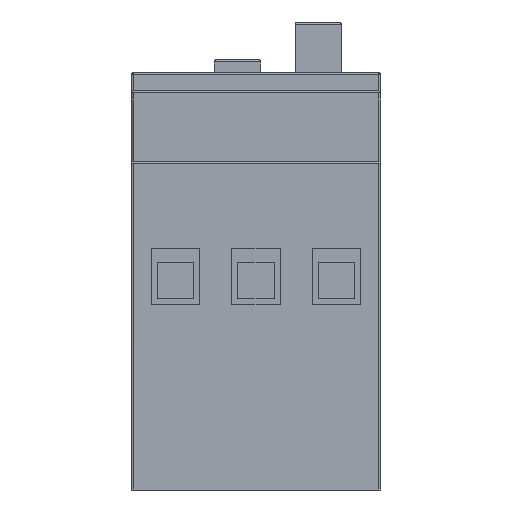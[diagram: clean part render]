
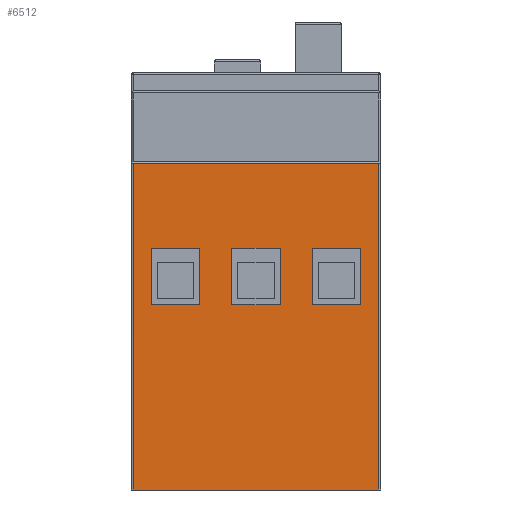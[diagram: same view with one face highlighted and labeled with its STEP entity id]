
A CAD part, front view. The second image highlights one B-rep face of the part: STEP entity #6512.
In plain terms, the highlighted planar face has unit normal (0, -1, 0).
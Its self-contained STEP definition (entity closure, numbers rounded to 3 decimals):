
#341 = FACE_OUTER_BOUND ( 'NONE', #4794, .T. ) ;
#387 = ORIENTED_EDGE ( 'NONE', *, *, #5019, .T. ) ;
#523 = EDGE_CURVE ( 'NONE', #6467, #11385, #4574, .T. ) ;
#692 = VERTEX_POINT ( 'NONE', #4274 ) ;
#763 = EDGE_CURVE ( 'NONE', #5920, #6715, #2458, .T. ) ;
#774 = DIRECTION ( 'NONE',  ( 1., 0., 0. ) ) ;
#859 = ORIENTED_EDGE ( 'NONE', *, *, #763, .T. ) ;
#1084 = LINE ( 'NONE', #4972, #4346 ) ;
#1087 = CARTESIAN_POINT ( 'NONE',  ( 37., 0., 60. ) ) ;
#1331 = CARTESIAN_POINT ( 'NONE',  ( 5., 0., 46. ) ) ;
#1345 = ORIENTED_EDGE ( 'NONE', *, *, #6128, .T. ) ;
#1414 = DIRECTION ( 'NONE',  ( 0., 0., -1. ) ) ;
#1586 = LINE ( 'NONE', #5877, #10659 ) ;
#1702 = VERTEX_POINT ( 'NONE', #1087 ) ;
#1801 = FACE_BOUND ( 'NONE', #10645, .T. ) ;
#1886 = CARTESIAN_POINT ( 'NONE',  ( 25., 0., 46. ) ) ;
#2010 = CARTESIAN_POINT ( 'NONE',  ( 0.5, 0., 0. ) ) ;
#2129 = FACE_BOUND ( 'NONE', #3237, .T. ) ;
#2397 = CARTESIAN_POINT ( 'NONE',  ( 25., 0., 46. ) ) ;
#2458 = LINE ( 'NONE', #5486, #13135 ) ;
#2470 = CARTESIAN_POINT ( 'NONE',  ( 5., 0., 46. ) ) ;
#2492 = CARTESIAN_POINT ( 'NONE',  ( 37., 0., 46. ) ) ;
#2546 = EDGE_CURVE ( 'NONE', #4222, #4394, #1586, .T. ) ;
#2577 = AXIS2_PLACEMENT_3D ( 'NONE', #6388, #4400, #5312 ) ;
#2680 = VECTOR ( 'NONE', #13331, 1000. ) ;
#2859 = ORIENTED_EDGE ( 'NONE', *, *, #9466, .T. ) ;
#2983 = ORIENTED_EDGE ( 'NONE', *, *, #7221, .T. ) ;
#3013 = VECTOR ( 'NONE', #8604, 1000. ) ;
#3124 = CARTESIAN_POINT ( 'NONE',  ( 61.5, 0., 81. ) ) ;
#3163 = EDGE_CURVE ( 'NONE', #3457, #692, #1084, .T. ) ;
#3165 = CARTESIAN_POINT ( 'NONE',  ( 61.5, 0., 0. ) ) ;
#3237 = EDGE_LOOP ( 'NONE', ( #387, #859, #13238, #8662 ) ) ;
#3253 = CARTESIAN_POINT ( 'NONE',  ( 17., 0., 46. ) ) ;
#3313 = LINE ( 'NONE', #12601, #4963 ) ;
#3347 = ORIENTED_EDGE ( 'NONE', *, *, #2546, .T. ) ;
#3457 = VERTEX_POINT ( 'NONE', #5452 ) ;
#3553 = LINE ( 'NONE', #12734, #4044 ) ;
#3617 = VECTOR ( 'NONE', #4998, 1000. ) ;
#3669 = ORIENTED_EDGE ( 'NONE', *, *, #4517, .T. ) ;
#3692 = DIRECTION ( 'NONE',  ( -1., 0., 0. ) ) ;
#3752 = LINE ( 'NONE', #12755, #7313 ) ;
#3875 = EDGE_CURVE ( 'NONE', #11852, #9534, #8199, .T. ) ;
#3921 = VECTOR ( 'NONE', #10625, 1000. ) ;
#4032 = CARTESIAN_POINT ( 'NONE',  ( 0.5, 0., 0. ) ) ;
#4044 = VECTOR ( 'NONE', #1414, 1000. ) ;
#4222 = VERTEX_POINT ( 'NONE', #6971 ) ;
#4274 = CARTESIAN_POINT ( 'NONE',  ( 57., 0., 60. ) ) ;
#4346 = VECTOR ( 'NONE', #774, 1000. ) ;
#4394 = VERTEX_POINT ( 'NONE', #6235 ) ;
#4400 = DIRECTION ( 'NONE',  ( 0., 1., 0. ) ) ;
#4411 = EDGE_CURVE ( 'NONE', #6715, #3457, #9964, .T. ) ;
#4517 = EDGE_CURVE ( 'NONE', #8221, #1702, #3313, .T. ) ;
#4534 = ORIENTED_EDGE ( 'NONE', *, *, #5624, .T. ) ;
#4574 = LINE ( 'NONE', #4881, #12482 ) ;
#4775 = LINE ( 'NONE', #1886, #3617 ) ;
#4794 = EDGE_LOOP ( 'NONE', ( #8056, #9733, #8164, #2859 ) ) ;
#4881 = CARTESIAN_POINT ( 'NONE',  ( 25., 0., 46. ) ) ;
#4963 = VECTOR ( 'NONE', #12512, 1000. ) ;
#4972 = CARTESIAN_POINT ( 'NONE',  ( 45., 0., 60. ) ) ;
#4998 = DIRECTION ( 'NONE',  ( 0., 0., 1. ) ) ;
#5019 = EDGE_CURVE ( 'NONE', #692, #5920, #5905, .T. ) ;
#5021 = EDGE_LOOP ( 'NONE', ( #11631, #2983, #1345, #3347 ) ) ;
#5256 = CARTESIAN_POINT ( 'NONE',  ( 37., 0., 46. ) ) ;
#5312 = DIRECTION ( 'NONE',  ( 0., 0., 1. ) ) ;
#5452 = CARTESIAN_POINT ( 'NONE',  ( 45., 0., 60. ) ) ;
#5486 = CARTESIAN_POINT ( 'NONE',  ( 45., 0., 46. ) ) ;
#5522 = VERTEX_POINT ( 'NONE', #3124 ) ;
#5533 = CARTESIAN_POINT ( 'NONE',  ( 62., 0., 0. ) ) ;
#5624 = EDGE_CURVE ( 'NONE', #1702, #6467, #9613, .T. ) ;
#5877 = CARTESIAN_POINT ( 'NONE',  ( 5., 0., 60. ) ) ;
#5905 = LINE ( 'NONE', #12493, #12364 ) ;
#5920 = VERTEX_POINT ( 'NONE', #11196 ) ;
#6128 = EDGE_CURVE ( 'NONE', #6180, #4222, #12837, .T. ) ;
#6180 = VERTEX_POINT ( 'NONE', #2470 ) ;
#6183 = DIRECTION ( 'NONE',  ( 0., 0., -1. ) ) ;
#6235 = CARTESIAN_POINT ( 'NONE',  ( 17., 0., 60. ) ) ;
#6302 = ORIENTED_EDGE ( 'NONE', *, *, #523, .T. ) ;
#6340 = LINE ( 'NONE', #7771, #8929 ) ;
#6388 = CARTESIAN_POINT ( 'NONE',  ( 62., 0., 0. ) ) ;
#6467 = VERTEX_POINT ( 'NONE', #5256 ) ;
#6512 = ADVANCED_FACE ( 'NONE', ( #13143, #341, #1801, #2129 ), #12527, .F. ) ;
#6669 = EDGE_CURVE ( 'NONE', #5522, #9587, #3752, .T. ) ;
#6715 = VERTEX_POINT ( 'NONE', #7783 ) ;
#6971 = CARTESIAN_POINT ( 'NONE',  ( 5., 0., 60. ) ) ;
#7221 = EDGE_CURVE ( 'NONE', #11223, #6180, #6340, .T. ) ;
#7249 = CARTESIAN_POINT ( 'NONE',  ( 0.5, 0., 81. ) ) ;
#7263 = DIRECTION ( 'NONE',  ( 0., 0., -1. ) ) ;
#7313 = VECTOR ( 'NONE', #12805, 1000. ) ;
#7385 = EDGE_CURVE ( 'NONE', #9587, #9534, #11008, .T. ) ;
#7468 = EDGE_CURVE ( 'NONE', #4394, #11223, #3553, .T. ) ;
#7471 = CARTESIAN_POINT ( 'NONE',  ( 25., 0., 60. ) ) ;
#7604 = DIRECTION ( 'NONE',  ( -1., 0., 0. ) ) ;
#7771 = CARTESIAN_POINT ( 'NONE',  ( 5., 0., 46. ) ) ;
#7783 = CARTESIAN_POINT ( 'NONE',  ( 45., 0., 46. ) ) ;
#8040 = DIRECTION ( 'NONE',  ( 1., 0., 0. ) ) ;
#8056 = ORIENTED_EDGE ( 'NONE', *, *, #6669, .T. ) ;
#8164 = ORIENTED_EDGE ( 'NONE', *, *, #3875, .F. ) ;
#8199 = LINE ( 'NONE', #5533, #3013 ) ;
#8221 = VERTEX_POINT ( 'NONE', #7471 ) ;
#8604 = DIRECTION ( 'NONE',  ( -1., 0., 0. ) ) ;
#8662 = ORIENTED_EDGE ( 'NONE', *, *, #3163, .T. ) ;
#8794 = DIRECTION ( 'NONE',  ( -1., 0., 0. ) ) ;
#8876 = DIRECTION ( 'NONE',  ( 0., 0., -1. ) ) ;
#8929 = VECTOR ( 'NONE', #3692, 1000. ) ;
#9466 = EDGE_CURVE ( 'NONE', #11852, #5522, #12906, .T. ) ;
#9534 = VERTEX_POINT ( 'NONE', #4032 ) ;
#9587 = VERTEX_POINT ( 'NONE', #7249 ) ;
#9613 = LINE ( 'NONE', #2492, #11204 ) ;
#9733 = ORIENTED_EDGE ( 'NONE', *, *, #7385, .T. ) ;
#9964 = LINE ( 'NONE', #13419, #2680 ) ;
#10418 = CARTESIAN_POINT ( 'NONE',  ( 61.5, 0., 0. ) ) ;
#10625 = DIRECTION ( 'NONE',  ( 0., 0., 1. ) ) ;
#10645 = EDGE_LOOP ( 'NONE', ( #4534, #6302, #11668, #3669 ) ) ;
#10659 = VECTOR ( 'NONE', #8040, 1000. ) ;
#11008 = LINE ( 'NONE', #2010, #11975 ) ;
#11196 = CARTESIAN_POINT ( 'NONE',  ( 57., 0., 46. ) ) ;
#11204 = VECTOR ( 'NONE', #8876, 1000. ) ;
#11223 = VERTEX_POINT ( 'NONE', #3253 ) ;
#11261 = DIRECTION ( 'NONE',  ( 0., 0., 1. ) ) ;
#11385 = VERTEX_POINT ( 'NONE', #2397 ) ;
#11631 = ORIENTED_EDGE ( 'NONE', *, *, #7468, .T. ) ;
#11668 = ORIENTED_EDGE ( 'NONE', *, *, #12176, .T. ) ;
#11852 = VERTEX_POINT ( 'NONE', #10418 ) ;
#11975 = VECTOR ( 'NONE', #6183, 1000. ) ;
#12176 = EDGE_CURVE ( 'NONE', #11385, #8221, #4775, .T. ) ;
#12364 = VECTOR ( 'NONE', #7263, 1000. ) ;
#12482 = VECTOR ( 'NONE', #8794, 1000. ) ;
#12493 = CARTESIAN_POINT ( 'NONE',  ( 57., 0., 46. ) ) ;
#12512 = DIRECTION ( 'NONE',  ( 1., 0., 0. ) ) ;
#12527 = PLANE ( 'NONE',  #2577 ) ;
#12601 = CARTESIAN_POINT ( 'NONE',  ( 25., 0., 60. ) ) ;
#12734 = CARTESIAN_POINT ( 'NONE',  ( 17., 0., 46. ) ) ;
#12755 = CARTESIAN_POINT ( 'NONE',  ( 62., 0., 81. ) ) ;
#12805 = DIRECTION ( 'NONE',  ( -1., 0., 0. ) ) ;
#12837 = LINE ( 'NONE', #1331, #3921 ) ;
#12906 = LINE ( 'NONE', #3165, #13222 ) ;
#13135 = VECTOR ( 'NONE', #7604, 1000. ) ;
#13143 = FACE_BOUND ( 'NONE', #5021, .T. ) ;
#13222 = VECTOR ( 'NONE', #11261, 1000. ) ;
#13238 = ORIENTED_EDGE ( 'NONE', *, *, #4411, .T. ) ;
#13331 = DIRECTION ( 'NONE',  ( 0., 0., 1. ) ) ;
#13419 = CARTESIAN_POINT ( 'NONE',  ( 45., 0., 46. ) ) ;
